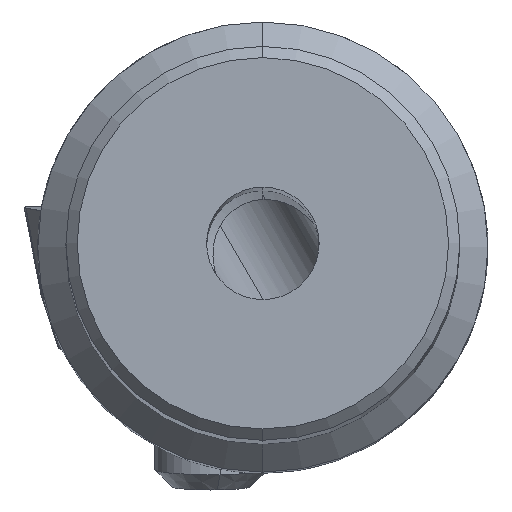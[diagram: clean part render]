
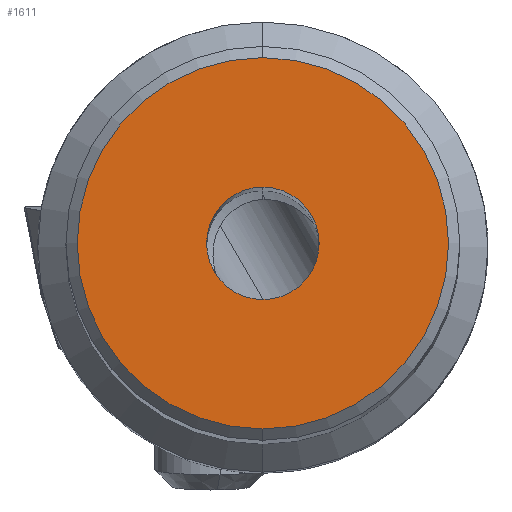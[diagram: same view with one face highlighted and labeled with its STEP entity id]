
A CAD part, top view. The second image highlights one B-rep face of the part: STEP entity #1611.
In plain terms, the highlighted planar face has unit normal (0, 0, 1).
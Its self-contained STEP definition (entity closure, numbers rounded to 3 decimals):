
#675=EDGE_CURVE('NONE',#1359,#887,#1888,.T.);
#819=VERTEX_POINT('NONE',#2050);
#887=VERTEX_POINT('NONE',#2123);
#929=VERTEX_POINT('NONE',#2173);
#1023=EDGE_CURVE('NONE',#887,#1359,#2273,.T.);
#1359=VERTEX_POINT('NONE',#2643);
#1523=EDGE_CURVE('NONE',#929,#819,#2828,.T.);
#1609=EDGE_CURVE('NONE',#819,#929,#2923,.T.);
#1611=ADVANCED_FACE('NONE',(#2925,#2926),#2927,.F.);
#1888=CIRCLE('',#3244,3.3);
#2050=CARTESIAN_POINT('',(0.,-1.,34.662));
#2123=CARTESIAN_POINT('',(0.,-3.3,34.662));
#2173=CARTESIAN_POINT('',(0.0,1.0,34.662));
#2273=CIRCLE('',#3815,3.3);
#2643=CARTESIAN_POINT('',(0.0,3.3,34.662));
#2828=CIRCLE('',#4712,1.);
#2923=CIRCLE('',#4868,1.);
#2925=FACE_OUTER_BOUND('',#4870,.T.);
#2926=FACE_BOUND('',#4871,.T.);
#2927=PLANE('',#4872);
#3244=AXIS2_PLACEMENT_3D('',#5305,#5306,#5307);
#3815=AXIS2_PLACEMENT_3D('',#5758,#5759,#5760);
#4712=AXIS2_PLACEMENT_3D('',#6436,#6437,#6438);
#4868=AXIS2_PLACEMENT_3D('',#6538,#6539,#6540);
#4870=EDGE_LOOP('',(#6542,#6543));
#4871=EDGE_LOOP('',(#6544,#6545));
#4872=AXIS2_PLACEMENT_3D('',#6546,#6547,#6548);
#5305=CARTESIAN_POINT('',(0.0,0.,34.662));
#5306=DIRECTION('',(0.0,0.,1.0));
#5307=DIRECTION('',(0.0,1.0,0.));
#5758=CARTESIAN_POINT('',(0.0,0.,34.662));
#5759=DIRECTION('',(0.0,0.,1.0));
#5760=DIRECTION('',(0.0,1.0,0.));
#6436=CARTESIAN_POINT('',(0.0,0.,34.662));
#6437=DIRECTION('',(0.0,0.,1.0));
#6438=DIRECTION('',(0.0,1.0,0.));
#6538=CARTESIAN_POINT('',(0.0,0.,34.662));
#6539=DIRECTION('',(0.0,0.,1.0));
#6540=DIRECTION('',(0.0,1.0,0.));
#6542=ORIENTED_EDGE('',*,*,#675,.T.);
#6543=ORIENTED_EDGE('',*,*,#1023,.T.);
#6544=ORIENTED_EDGE('',*,*,#1523,.F.);
#6545=ORIENTED_EDGE('',*,*,#1609,.F.);
#6546=CARTESIAN_POINT('',(3.5,0.,34.662));
#6547=DIRECTION('',(0.0,0.,-1.0));
#6548=DIRECTION('',(0.0,1.0,0.));
